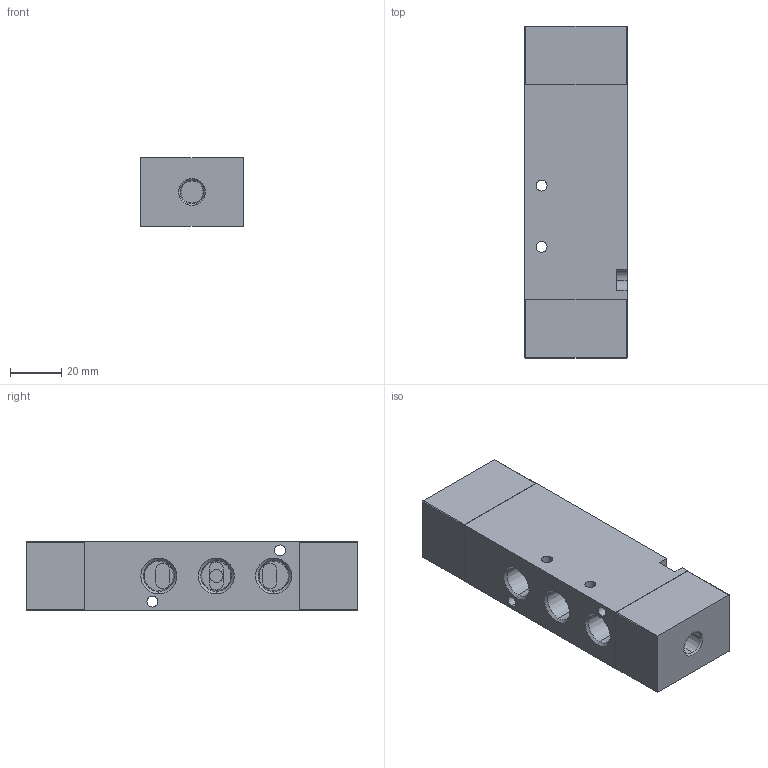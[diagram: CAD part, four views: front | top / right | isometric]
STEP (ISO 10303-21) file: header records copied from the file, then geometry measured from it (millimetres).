
FILE_DESCRIPTION (( 'STEP AP203' ), '1' );
FILE_NAME ('AVS-536C3.step', '2016-02-04T21:20:03', ( '' ), ( '' ), 'SwSTEP 2.0', 'SolidWorks 2015', '' );
FILE_SCHEMA (( 'CONFIG_CONTROL_DESIGN' ));
Length unit declared in the file: inch
Products named in the file (1): AVS-536C3
Bounding box: 40 x 130 x 27 mm (x, y, z)
Volume: 129011.2 mm3; surface area: 28775.4 mm2
Topology: 3 solids, 3 shells, 111 faces, 262 edges, 170 vertices
Faces by surface type: plane 47, cylinder 36, cone 28
Entity records: 3309 total; most frequent: DIRECTION 600, CARTESIAN_POINT 544, ORIENTED_EDGE 524, EDGE_CURVE 262, AXIS2_PLACEMENT_3D 226, VERTEX_POINT 170, VECTOR 148, LINE 148
